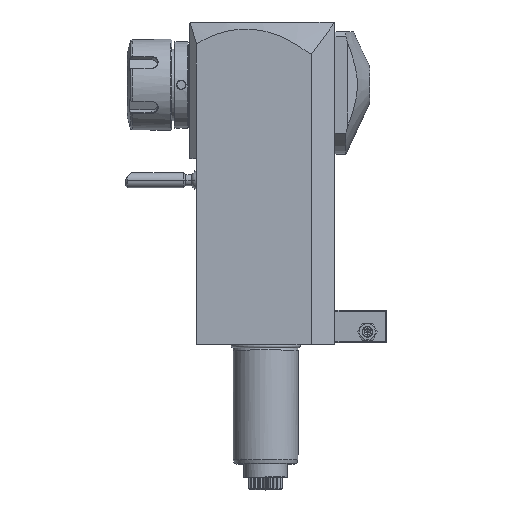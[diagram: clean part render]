
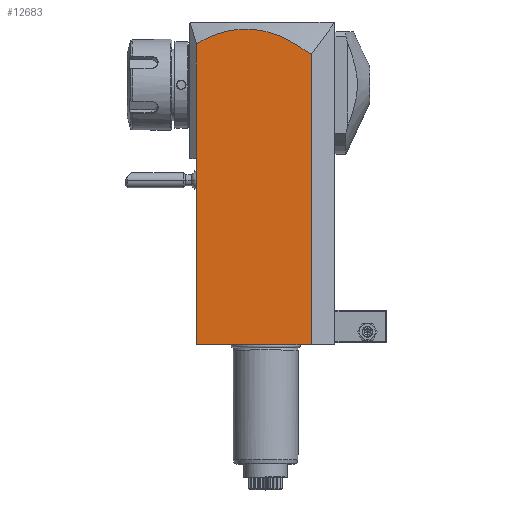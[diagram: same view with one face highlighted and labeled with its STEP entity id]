
A CAD part, top view. The second image highlights one B-rep face of the part: STEP entity #12683.
In plain terms, the highlighted planar face has unit normal (0, 0, 1).
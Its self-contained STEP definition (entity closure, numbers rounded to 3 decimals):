
#13=DIRECTION('',(-1.,0.,0.));
#14=VECTOR('',#13,53.);
#15=CARTESIAN_POINT('',(21.,0.,32.));
#16=LINE('',#15,#14);
#264=DIRECTION('',(0.,-1.,0.));
#265=VECTOR('',#264,86.);
#266=CARTESIAN_POINT('',(-32.,86.,32.));
#267=LINE('',#266,#265);
#268=DIRECTION('',(0.,-1.,0.));
#269=VECTOR('',#268,52.883);
#270=CARTESIAN_POINT('',(-32.,138.883,32.));
#271=LINE('',#270,#269);
#272=CARTESIAN_POINT('',(21.,133.907,32.));
#273=CARTESIAN_POINT('',(16.774,137.25,32.));
#274=CARTESIAN_POINT('',(8.233,142.551,32.));
#275=CARTESIAN_POINT('',(-2.677,145.613,32.));
#276=CARTESIAN_POINT('',(-11.551,145.816,32.));
#277=CARTESIAN_POINT('',(-18.282,144.806,32.));
#278=CARTESIAN_POINT('',(-25.093,142.588,32.));
#279=CARTESIAN_POINT('',(-29.688,140.266,32.));
#280=CARTESIAN_POINT('',(-32.,138.883,32.));
#282=DIRECTION('',(0.,1.,0.));
#283=VECTOR('',#282,133.907);
#284=CARTESIAN_POINT('',(21.,0.,32.));
#285=LINE('',#284,#283);
#11754=VERTEX_POINT('',#272);
#11755=VERTEX_POINT('',#280);
#12131=CARTESIAN_POINT('',(21.,0.,32.));
#12132=VERTEX_POINT('',#12131);
#12133=CARTESIAN_POINT('',(-32.,0.,32.));
#12134=VERTEX_POINT('',#12133);
#12443=CARTESIAN_POINT('',(-32.,86.,32.));
#12444=VERTEX_POINT('',#12443);
#12669=CARTESIAN_POINT('',(-35.103,86.,32.));
#12670=DIRECTION('',(0.,0.,1.));
#12671=DIRECTION('',(1.,0.,0.));
#12672=AXIS2_PLACEMENT_3D('',#12669,#12670,#12671);
#12673=PLANE('',#12672);
#12675=ORIENTED_EDGE('',*,*,#12674,.F.);
#12676=ORIENTED_EDGE('',*,*,#12456,.T.);
#12677=ORIENTED_EDGE('',*,*,#12654,.F.);
#12678=ORIENTED_EDGE('',*,*,#12630,.F.);
#12680=ORIENTED_EDGE('',*,*,#12679,.F.);
#12681=EDGE_LOOP('',(#12675,#12676,#12677,#12678,#12680));
#12682=FACE_OUTER_BOUND('',#12681,.F.);
#281=B_SPLINE_CURVE_WITH_KNOTS('',3,(#272,#273,#274,#275,#276,#277,#278,#279,
#280),.UNSPECIFIED.,.F.,.F.,(4,1,1,1,1,1,4),(0.,0.25,0.5,0.625,0.75,
0.875,1.),.UNSPECIFIED.);
#12456=EDGE_CURVE('',#12132,#12134,#16,.T.);
#12630=EDGE_CURVE('',#11755,#12444,#271,.T.);
#12654=EDGE_CURVE('',#12444,#12134,#267,.T.);
#12674=EDGE_CURVE('',#12132,#11754,#285,.T.);
#12679=EDGE_CURVE('',#11754,#11755,#281,.T.);
#12683=ADVANCED_FACE('',(#12682),#12673,.T.);
